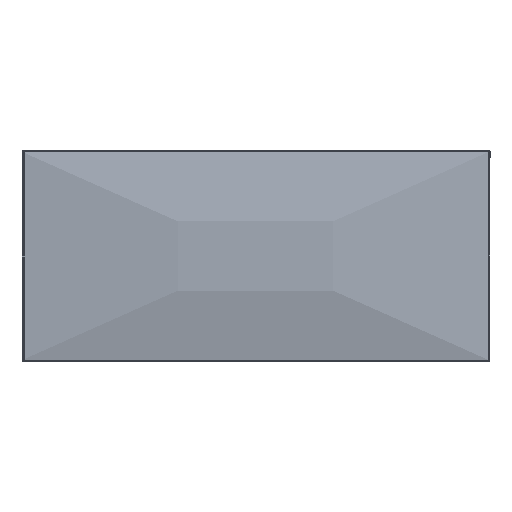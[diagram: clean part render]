
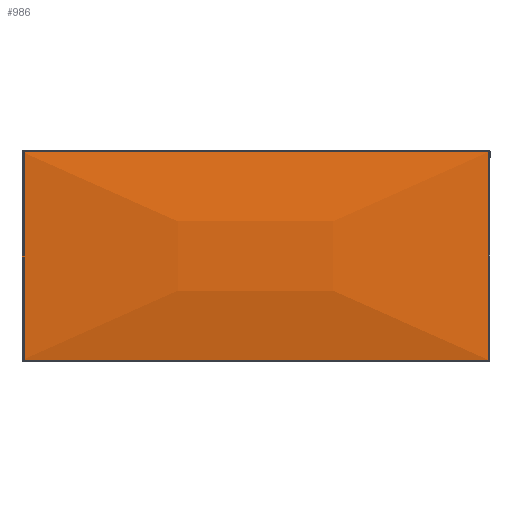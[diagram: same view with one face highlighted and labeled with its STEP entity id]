
A CAD part, left-side view. The second image highlights one B-rep face of the part: STEP entity #986.
In plain terms, the highlighted free-form (B-spline) face has degree [3, 3] with [4, 4] control points.
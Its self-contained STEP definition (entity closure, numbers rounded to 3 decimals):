
#17 = CARTESIAN_POINT ( 'NONE',  ( -2.35, -0.995, 0.895 ) ) ;
#24 = VERTEX_POINT ( 'NONE', #1582 ) ;
#83 = CARTESIAN_POINT ( 'NONE',  ( -2.35, -0.995, 0.895 ) ) ;
#107 = CARTESIAN_POINT ( 'NONE',  ( -2.35, 1., 0.9 ) ) ;
#165 =( BOUNDED_CURVE ( )  B_SPLINE_CURVE ( 3, ( #1320, #1461, #1069, #83 ),
 .UNSPECIFIED., .F., .T. ) 
 B_SPLINE_CURVE_WITH_KNOTS ( ( 4, 4 ),
 ( 0., 1. ),
 .UNSPECIFIED. ) 
 CURVE ( )  GEOMETRIC_REPRESENTATION_ITEM ( )  RATIONAL_B_SPLINE_CURVE ( ( 1., 1., 1., 1. ) ) 
 REPRESENTATION_ITEM ( '' )  );
#183 = CARTESIAN_POINT ( 'NONE',  ( -2.35, -0.995, 0.005 ) ) ;
#192 = EDGE_CURVE ( 'NONE', #893, #544, #1006, .T. ) ;
#283 = CARTESIAN_POINT ( 'NONE',  ( -2.454, -0.333, 0.6 ) ) ;
#345 = CARTESIAN_POINT ( 'NONE',  ( -2.35, -1., 0. ) ) ;
#360 = EDGE_CURVE ( 'NONE', #1100, #24, #165, .T. ) ;
#363 = B_SPLINE_CURVE_WITH_KNOTS ( 'NONE', 3,
 ( #17, #1032, #573, #183 ),
 .UNSPECIFIED., .F., .F.,
 ( 4, 4 ),
 ( 0., 1. ),
 .UNSPECIFIED. ) ;
#381 = EDGE_CURVE ( 'NONE', #544, #1100, #1750, .T. ) ;
#414 = CARTESIAN_POINT ( 'NONE',  ( -2.454, 0.333, 0.3 ) ) ;
#474 = VECTOR ( 'NONE', #1613, 1000. ) ;
#505 = EDGE_LOOP ( 'NONE', ( #1702, #1464, #952, #869 ) ) ;
#528 = CARTESIAN_POINT ( 'NONE',  ( -2.35, -0.995, 0.005 ) ) ;
#544 = VERTEX_POINT ( 'NONE', #665 ) ;
#573 = CARTESIAN_POINT ( 'NONE',  ( -2.351, -0.996, 0.302 ) ) ;
#614 = FACE_OUTER_BOUND ( 'NONE', #505, .T. ) ;
#665 = CARTESIAN_POINT ( 'NONE',  ( -2.35, 1., 0.005 ) ) ;
#670 = CARTESIAN_POINT ( 'NONE',  ( -2.454, 0.333, 0.6 ) ) ;
#759 = CARTESIAN_POINT ( 'NONE',  ( -2.35, 1., 0.45 ) ) ;
#869 = ORIENTED_EDGE ( 'NONE', *, *, #381, .F. ) ;
#893 = VERTEX_POINT ( 'NONE', #1532 ) ;
#940 = CARTESIAN_POINT ( 'NONE',  ( -2.352, -0.33, 0.003 ) ) ;
#942 = CARTESIAN_POINT ( 'NONE',  ( -2.35, -1., 0.3 ) ) ;
#952 = ORIENTED_EDGE ( 'NONE', *, *, #360, .F. ) ;
#986 = ADVANCED_FACE ( 'NONE', ( #614 ), #1766, .F. ) ;
#1006 = B_SPLINE_CURVE_WITH_KNOTS ( 'NONE', 3,
 ( #528, #940, #1243, #1802 ),
 .UNSPECIFIED., .F., .F.,
 ( 4, 4 ),
 ( 0., 1. ),
 .UNSPECIFIED. ) ;
#1032 = CARTESIAN_POINT ( 'NONE',  ( -2.351, -0.996, 0.598 ) ) ;
#1069 = CARTESIAN_POINT ( 'NONE',  ( -2.352, -0.33, 0.897 ) ) ;
#1100 = VERTEX_POINT ( 'NONE', #1814 ) ;
#1103 = CARTESIAN_POINT ( 'NONE',  ( -2.454, -0.333, 0.3 ) ) ;
#1174 = CARTESIAN_POINT ( 'NONE',  ( -2.35, 1., 0. ) ) ;
#1238 = CARTESIAN_POINT ( 'NONE',  ( -2.35, -1., 0.9 ) ) ;
#1243 = CARTESIAN_POINT ( 'NONE',  ( -2.352, 0.335, 0.003 ) ) ;
#1261 = CARTESIAN_POINT ( 'NONE',  ( -2.35, -0.333, 0.9 ) ) ;
#1320 = CARTESIAN_POINT ( 'NONE',  ( -2.35, 1., 0.895 ) ) ;
#1368 = CARTESIAN_POINT ( 'NONE',  ( -2.35, -1., 0.6 ) ) ;
#1399 = EDGE_CURVE ( 'NONE', #24, #893, #363, .T. ) ;
#1461 = CARTESIAN_POINT ( 'NONE',  ( -2.352, 0.335, 0.897 ) ) ;
#1464 = ORIENTED_EDGE ( 'NONE', *, *, #1399, .F. ) ;
#1532 = CARTESIAN_POINT ( 'NONE',  ( -2.35, -0.995, 0.005 ) ) ;
#1539 = CARTESIAN_POINT ( 'NONE',  ( -2.35, 1., 0.3 ) ) ;
#1582 = CARTESIAN_POINT ( 'NONE',  ( -2.35, -0.995, 0.895 ) ) ;
#1601 = CARTESIAN_POINT ( 'NONE',  ( -2.35, -0.333, 0. ) ) ;
#1613 = DIRECTION ( 'NONE',  ( 0., 0., 1. ) ) ;
#1661 = CARTESIAN_POINT ( 'NONE',  ( -2.35, 1., 0.6 ) ) ;
#1677 = CARTESIAN_POINT ( 'NONE',  ( -2.35, 0.333, 0.9 ) ) ;
#1702 = ORIENTED_EDGE ( 'NONE', *, *, #192, .F. ) ;
#1738 = CARTESIAN_POINT ( 'NONE',  ( -2.35, 0.333, 0. ) ) ;
#1750 = LINE ( 'NONE', #759, #474 ) ;
#1766 = B_SPLINE_SURFACE_WITH_KNOTS ( 'NONE', 3, 3, ( 
 ( #1174, #1738, #1601, #345 ),
 ( #1539, #414, #1103, #942 ),
 ( #1661, #670, #283, #1368 ),
 ( #107, #1677, #1261, #1238 ) ),
 .UNSPECIFIED., .F., .F., .F.,
 ( 4, 4 ),
 ( 4, 4 ),
 ( 0., 1. ),
 ( 0., 1. ),
 .UNSPECIFIED. ) ;
#1802 = CARTESIAN_POINT ( 'NONE',  ( -2.35, 1., 0.005 ) ) ;
#1814 = CARTESIAN_POINT ( 'NONE',  ( -2.35, 1., 0.895 ) ) ;
